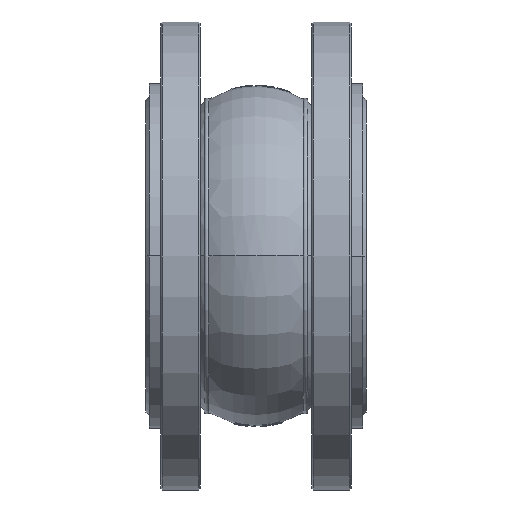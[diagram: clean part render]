
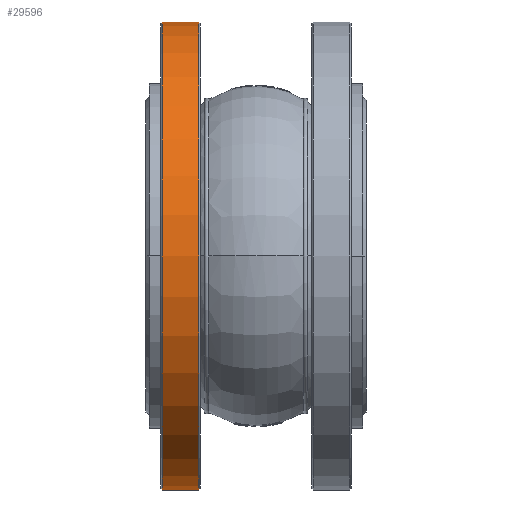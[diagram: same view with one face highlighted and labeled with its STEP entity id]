
A CAD part, front view. The second image highlights one B-rep face of the part: STEP entity #29596.
In plain terms, the highlighted cylindrical face has radius 142.5 mm (diameter 285 mm), a partial arc.
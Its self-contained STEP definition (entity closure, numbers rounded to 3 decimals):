
#686 = AXIS2_PLACEMENT_3D ( 'NONE', #17817, #1155, #14097 ) ;
#1155 = DIRECTION ( 'NONE',  ( -1., 0., 0. ) ) ;
#1507 = EDGE_CURVE ( 'NONE', #29384, #33717, #20765, .T. ) ;
#5739 = DIRECTION ( 'NONE',  ( -1., 0., 0. ) ) ;
#6913 = LINE ( 'NONE', #9989, #24107 ) ;
#7821 = DIRECTION ( 'NONE',  ( 1., 0., 0. ) ) ;
#9989 = CARTESIAN_POINT ( 'NONE',  ( -34., 0., 142.5 ) ) ;
#10307 = VERTEX_POINT ( 'NONE', #23142 ) ;
#10692 = CARTESIAN_POINT ( 'NONE',  ( -57., 0., 0. ) ) ;
#13816 = LINE ( 'NONE', #37247, #36038 ) ;
#14097 = DIRECTION ( 'NONE',  ( 0., 0., 1. ) ) ;
#14314 = FACE_OUTER_BOUND ( 'NONE', #37005, .T. ) ;
#14608 = DIRECTION ( 'NONE',  ( 0., 0., 1. ) ) ;
#16253 = CARTESIAN_POINT ( 'NONE',  ( -35., 0., 0. ) ) ;
#17241 = AXIS2_PLACEMENT_3D ( 'NONE', #16253, #5739, #22849 ) ;
#17817 = CARTESIAN_POINT ( 'NONE',  ( -34., 0., 0. ) ) ;
#19302 = CARTESIAN_POINT ( 'NONE',  ( -57., 0., -142.5 ) ) ;
#19384 = CARTESIAN_POINT ( 'NONE',  ( -35., 0., -142.5 ) ) ;
#20765 = CIRCLE ( 'NONE', #17241, 142.5 ) ;
#21823 = CARTESIAN_POINT ( 'NONE',  ( -35., 0., 142.5 ) ) ;
#21914 = DIRECTION ( 'NONE',  ( -1., 0., 0. ) ) ;
#22610 = EDGE_CURVE ( 'NONE', #10307, #23339, #34072, .T. ) ;
#22849 = DIRECTION ( 'NONE',  ( 0., 0., -1. ) ) ;
#22905 = ORIENTED_EDGE ( 'NONE', *, *, #37594, .F. ) ;
#23142 = CARTESIAN_POINT ( 'NONE',  ( -57., 0., 142.5 ) ) ;
#23339 = VERTEX_POINT ( 'NONE', #19302 ) ;
#24107 = VECTOR ( 'NONE', #36472, 1000. ) ;
#29384 = VERTEX_POINT ( 'NONE', #19384 ) ;
#29596 = ADVANCED_FACE ( 'NONE', ( #14314 ), #37098, .T. ) ;
#32842 = ORIENTED_EDGE ( 'NONE', *, *, #22610, .T. ) ;
#33717 = VERTEX_POINT ( 'NONE', #21823 ) ;
#34072 = CIRCLE ( 'NONE', #41094, 142.5 ) ;
#36038 = VECTOR ( 'NONE', #21914, 1000. ) ;
#36472 = DIRECTION ( 'NONE',  ( -1., 0., 0. ) ) ;
#36588 = EDGE_CURVE ( 'NONE', #33717, #10307, #6913, .T. ) ;
#37005 = EDGE_LOOP ( 'NONE', ( #22905, #41371, #41866, #32842 ) ) ;
#37098 = CYLINDRICAL_SURFACE ( 'NONE', #686, 142.5 ) ;
#37247 = CARTESIAN_POINT ( 'NONE',  ( -34., 0., -142.5 ) ) ;
#37594 = EDGE_CURVE ( 'NONE', #29384, #23339, #13816, .T. ) ;
#41094 = AXIS2_PLACEMENT_3D ( 'NONE', #10692, #7821, #14608 ) ;
#41371 = ORIENTED_EDGE ( 'NONE', *, *, #1507, .T. ) ;
#41866 = ORIENTED_EDGE ( 'NONE', *, *, #36588, .T. ) ;
